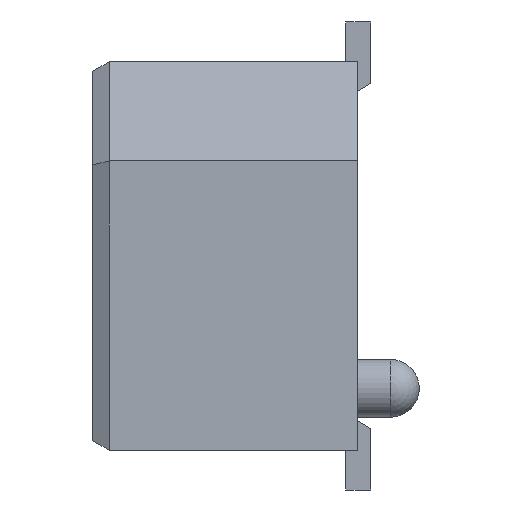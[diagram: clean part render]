
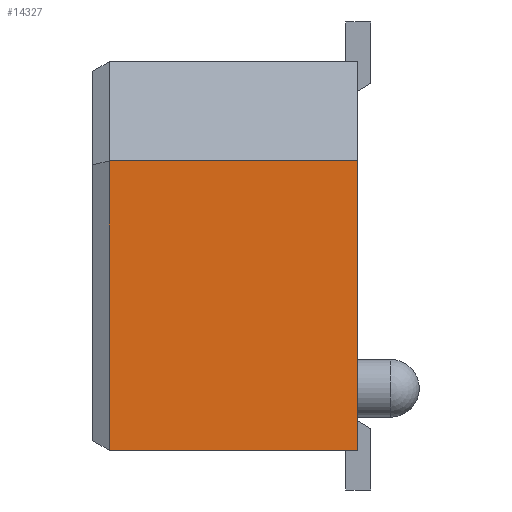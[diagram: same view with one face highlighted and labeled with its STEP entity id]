
A CAD part, left-side view. The second image highlights one B-rep face of the part: STEP entity #14327.
In plain terms, the highlighted planar face has unit normal (-1, 0, 0).
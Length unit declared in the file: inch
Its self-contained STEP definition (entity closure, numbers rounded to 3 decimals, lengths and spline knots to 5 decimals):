
#1155 = CARTESIAN_POINT ( 'NONE',  ( -0.39375, 0., -0.1175 ) ) ;
#1593 = EDGE_CURVE ( 'NONE', #16720, #34876, #10795, .T. ) ;
#1881 = CARTESIAN_POINT ( 'NONE',  ( -0.39375, 0.15, -0.1175 ) ) ;
#2167 = CARTESIAN_POINT ( 'NONE',  ( -0.39375, 0.16, 0.0575 ) ) ;
#2484 = LINE ( 'NONE', #2167, #33500 ) ;
#3185 = ORIENTED_EDGE ( 'NONE', *, *, #17494, .T. ) ;
#4085 = VECTOR ( 'NONE', #24290, 39.37008 ) ;
#4451 = CARTESIAN_POINT ( 'NONE',  ( -0.39375, 0.15, -0.1175 ) ) ;
#5263 = VECTOR ( 'NONE', #30792, 39.37008 ) ;
#5643 = ORIENTED_EDGE ( 'NONE', *, *, #13741, .T. ) ;
#8013 = EDGE_CURVE ( 'NONE', #35729, #16720, #20077, .T. ) ;
#9258 = ORIENTED_EDGE ( 'NONE', *, *, #8013, .T. ) ;
#9472 = CARTESIAN_POINT ( 'NONE',  ( -0.39375, 0., -0.1175 ) ) ;
#10795 = LINE ( 'NONE', #34268, #26764 ) ;
#11235 = DIRECTION ( 'NONE',  ( 0., -1., 0. ) ) ;
#13203 = FACE_OUTER_BOUND ( 'NONE', #26719, .T. ) ;
#13741 = EDGE_CURVE ( 'NONE', #34876, #35934, #23141, .T. ) ;
#14327 = ADVANCED_FACE ( 'NONE', ( #13203 ), #37961, .F. ) ;
#14466 = ORIENTED_EDGE ( 'NONE', *, *, #1593, .T. ) ;
#16720 = VERTEX_POINT ( 'NONE', #1881 ) ;
#17494 = EDGE_CURVE ( 'NONE', #35934, #35729, #2484, .T. ) ;
#18468 = DIRECTION ( 'NONE',  ( 0., 1., 0. ) ) ;
#18933 = CARTESIAN_POINT ( 'NONE',  ( -0.39375, 0., 0.0575 ) ) ;
#20077 = LINE ( 'NONE', #4451, #4085 ) ;
#22174 = DIRECTION ( 'NONE',  ( 0., 0., -1. ) ) ;
#23141 = LINE ( 'NONE', #9472, #5263 ) ;
#24290 = DIRECTION ( 'NONE',  ( 0., 0., -1. ) ) ;
#26719 = EDGE_LOOP ( 'NONE', ( #3185, #9258, #14466, #5643 ) ) ;
#26764 = VECTOR ( 'NONE', #11235, 39.37008 ) ;
#30083 = CARTESIAN_POINT ( 'NONE',  ( -0.39375, 0.16, -0.1175 ) ) ;
#30792 = DIRECTION ( 'NONE',  ( 0., 0., 1. ) ) ;
#33500 = VECTOR ( 'NONE', #18468, 39.37008 ) ;
#34268 = CARTESIAN_POINT ( 'NONE',  ( -0.39375, 0.16, -0.1175 ) ) ;
#34876 = VERTEX_POINT ( 'NONE', #1155 ) ;
#35476 = AXIS2_PLACEMENT_3D ( 'NONE', #30083, #37459, #22174 ) ;
#35729 = VERTEX_POINT ( 'NONE', #38719 ) ;
#35934 = VERTEX_POINT ( 'NONE', #18933 ) ;
#37459 = DIRECTION ( 'NONE',  ( 1., 0., 0. ) ) ;
#37961 = PLANE ( 'NONE',  #35476 ) ;
#38719 = CARTESIAN_POINT ( 'NONE',  ( -0.39375, 0.15, 0.0575 ) ) ;
